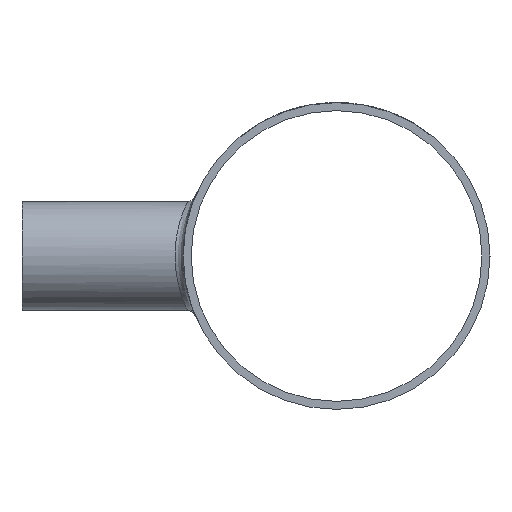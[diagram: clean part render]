
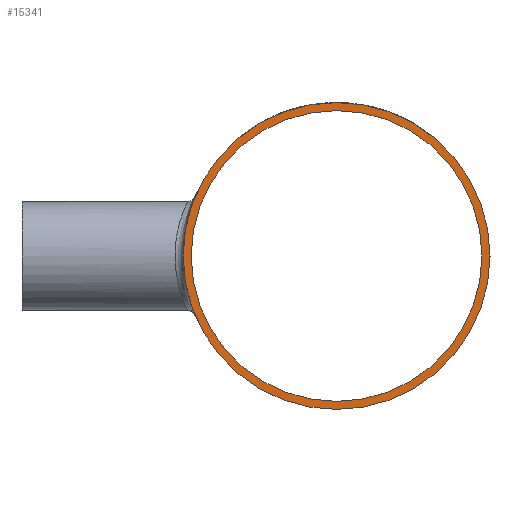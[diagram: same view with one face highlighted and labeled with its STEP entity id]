
A CAD part, left-side view. The second image highlights one B-rep face of the part: STEP entity #15341.
In plain terms, the highlighted planar face has unit normal (-1, 0, 0).
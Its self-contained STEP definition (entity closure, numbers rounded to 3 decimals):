
#160 = CARTESIAN_POINT ( 'NONE',  ( -90., 0., 38.05 ) ) ;
#401 = VERTEX_POINT ( 'NONE', #8017 ) ;
#1936 = PLANE ( 'NONE',  #22858 ) ;
#2171 = DIRECTION ( 'NONE',  ( -1., 0., 0. ) ) ;
#2523 = DIRECTION ( 'NONE',  ( -1., 0., 0. ) ) ;
#3454 = EDGE_CURVE ( 'NONE', #17121, #17121, #14770, .T. ) ;
#4004 = AXIS2_PLACEMENT_3D ( 'NONE', #17391, #2523, #10168 ) ;
#6260 = ORIENTED_EDGE ( 'NONE', *, *, #3454, .T. ) ;
#7824 = FACE_BOUND ( 'NONE', #8406, .T. ) ;
#8017 = CARTESIAN_POINT ( 'NONE',  ( -90., 0., 36.05 ) ) ;
#8406 = EDGE_LOOP ( 'NONE', ( #14487 ) ) ;
#9564 = DIRECTION ( 'NONE',  ( -1., 0., 0. ) ) ;
#9951 = DIRECTION ( 'NONE',  ( 0., 0., 1. ) ) ;
#10168 = DIRECTION ( 'NONE',  ( 0., 0., 1. ) ) ;
#11249 = EDGE_CURVE ( 'NONE', #401, #401, #21146, .T. ) ;
#11710 = CARTESIAN_POINT ( 'NONE',  ( -90., 0., 0. ) ) ;
#13936 = FACE_OUTER_BOUND ( 'NONE', #24058, .T. ) ;
#14487 = ORIENTED_EDGE ( 'NONE', *, *, #11249, .F. ) ;
#14770 = CIRCLE ( 'NONE', #4004, 38.05 ) ;
#15341 = ADVANCED_FACE ( 'NONE', ( #7824, #13936 ), #1936, .T. ) ;
#17121 = VERTEX_POINT ( 'NONE', #160 ) ;
#17391 = CARTESIAN_POINT ( 'NONE',  ( -90., 0., 0. ) ) ;
#21133 = CARTESIAN_POINT ( 'NONE',  ( -90., 0., 0. ) ) ;
#21146 = CIRCLE ( 'NONE', #24334, 36.05 ) ;
#22858 = AXIS2_PLACEMENT_3D ( 'NONE', #11710, #9564, #9951 ) ;
#23124 = DIRECTION ( 'NONE',  ( 0., 0., 1. ) ) ;
#24058 = EDGE_LOOP ( 'NONE', ( #6260 ) ) ;
#24334 = AXIS2_PLACEMENT_3D ( 'NONE', #21133, #2171, #23124 ) ;
